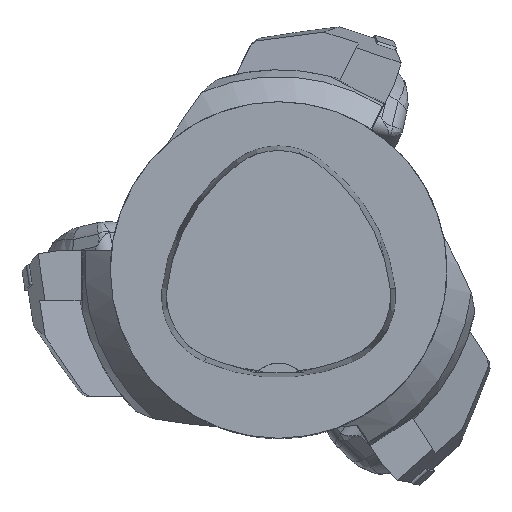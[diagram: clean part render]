
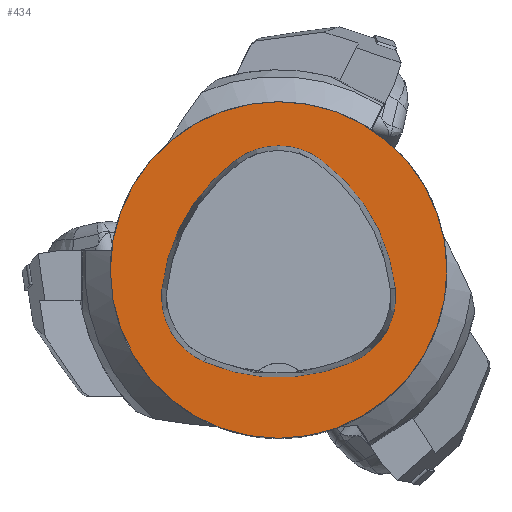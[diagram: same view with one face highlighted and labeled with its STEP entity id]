
A CAD part, top view. The second image highlights one B-rep face of the part: STEP entity #434.
In plain terms, the highlighted planar face has unit normal (0, 0, 1).
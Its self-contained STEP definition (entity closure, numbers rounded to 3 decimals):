
#180=PLANE('',#2437);
#434=ADVANCED_FACE('',(#615,#616),#180,.T.);
#563=CIRCLE('',#2403,40.);
#567=CIRCLE('',#2415,44.);
#569=CIRCLE('',#2418,17.);
#571=CIRCLE('',#2421,44.);
#573=CIRCLE('',#2424,17.);
#577=CIRCLE('',#2429,44.);
#579=CIRCLE('',#2432,17.);
#615=FACE_BOUND('',#646,.T.);
#616=FACE_BOUND('',#647,.T.);
#646=EDGE_LOOP('',(#862,#863,#864,#865,#866,#867));
#647=EDGE_LOOP('',(#868));
#862=ORIENTED_EDGE('',*,*,#1672,.T.);
#863=ORIENTED_EDGE('',*,*,#1652,.T.);
#864=ORIENTED_EDGE('',*,*,#1656,.T.);
#865=ORIENTED_EDGE('',*,*,#1659,.T.);
#866=ORIENTED_EDGE('',*,*,#1662,.T.);
#867=ORIENTED_EDGE('',*,*,#1670,.T.);
#868=ORIENTED_EDGE('',*,*,#1636,.F.);
#1428=VERTEX_POINT('',#3230);
#1444=VERTEX_POINT('',#3263);
#1445=VERTEX_POINT('',#3264);
#1448=VERTEX_POINT('',#3272);
#1450=VERTEX_POINT('',#3278);
#1452=VERTEX_POINT('',#3284);
#1459=VERTEX_POINT('',#3305);
#1636=EDGE_CURVE('',#1428,#1428,#563,.T.);
#1652=EDGE_CURVE('',#1444,#1445,#567,.T.);
#1656=EDGE_CURVE('',#1445,#1448,#569,.T.);
#1659=EDGE_CURVE('',#1448,#1450,#571,.T.);
#1662=EDGE_CURVE('',#1450,#1452,#573,.T.);
#1670=EDGE_CURVE('',#1452,#1459,#577,.T.);
#1672=EDGE_CURVE('',#1459,#1444,#579,.T.);
#2403=AXIS2_PLACEMENT_3D('',#3229,#2630,#2631);
#2415=AXIS2_PLACEMENT_3D('',#3262,#2659,#2660);
#2418=AXIS2_PLACEMENT_3D('',#3271,#2667,#2668);
#2421=AXIS2_PLACEMENT_3D('',#3277,#2674,#2675);
#2424=AXIS2_PLACEMENT_3D('',#3283,#2681,#2682);
#2429=AXIS2_PLACEMENT_3D('',#3306,#2693,#2694);
#2432=AXIS2_PLACEMENT_3D('',#3309,#2699,#2700);
#2437=AXIS2_PLACEMENT_3D('',#3314,#2709,#2710);
#2630=DIRECTION('',(0.,0.,-1.));
#2631=DIRECTION('',(-1.,0.,0.));
#2659=DIRECTION('',(0.,0.,-1.));
#2660=DIRECTION('',(-1.,0.,0.));
#2667=DIRECTION('',(0.,0.,-1.));
#2668=DIRECTION('',(-1.,0.,0.));
#2674=DIRECTION('',(0.,0.,-1.));
#2675=DIRECTION('',(-1.,0.,0.));
#2681=DIRECTION('',(0.,0.,-1.));
#2682=DIRECTION('',(-1.,0.,0.));
#2693=DIRECTION('',(0.,0.,-1.));
#2694=DIRECTION('',(-1.,0.,0.));
#2699=DIRECTION('',(0.,0.,-1.));
#2700=DIRECTION('',(-1.,0.,0.));
#2709=DIRECTION('',(0.,0.,1.));
#2710=DIRECTION('',(1.,0.,0.));
#3229=CARTESIAN_POINT('',(0.,0.,0.));
#3230=CARTESIAN_POINT('',(-40.,0.,0.));
#3262=CARTESIAN_POINT('',(16.01,-9.224,0.));
#3263=CARTESIAN_POINT('',(-27.722,-4.378,0.));
#3264=CARTESIAN_POINT('',(-10.119,26.178,0.));
#3271=CARTESIAN_POINT('',(-0.023,12.5,0.));
#3272=CARTESIAN_POINT('',(10.049,26.194,0.));
#3277=CARTESIAN_POINT('',(-16.021,-9.25,0.));
#3278=CARTESIAN_POINT('',(27.71,-4.394,0.));
#3283=CARTESIAN_POINT('',(10.814,-6.27,0.));
#3284=CARTESIAN_POINT('',(17.611,-21.852,0.));
#3305=CARTESIAN_POINT('',(-17.652,-21.819,0.));
#3306=CARTESIAN_POINT('',(0.017,18.477,0.));
#3309=CARTESIAN_POINT('',(-10.825,-6.25,0.));
#3314=CARTESIAN_POINT('',(0.,0.,0.));
